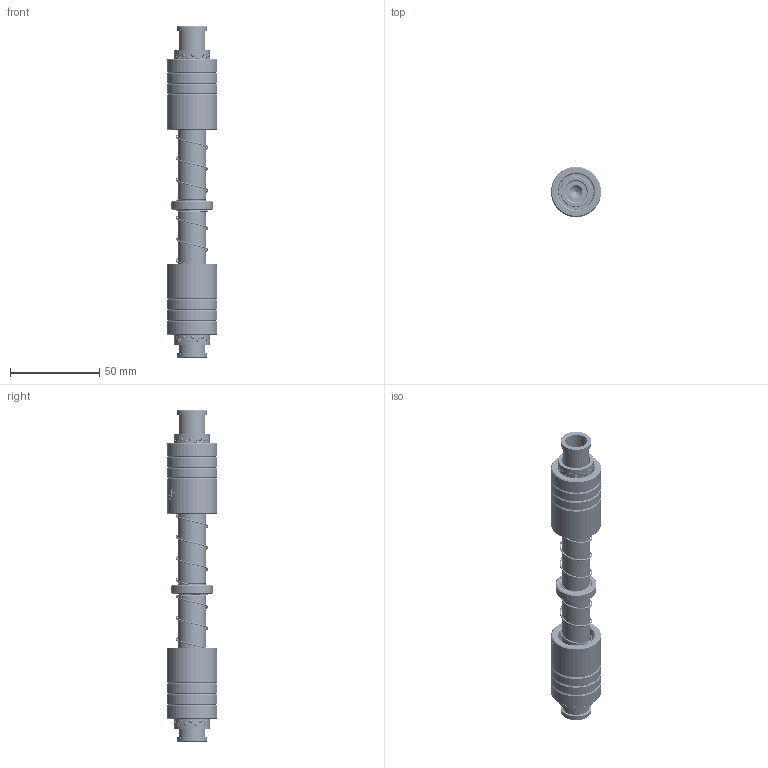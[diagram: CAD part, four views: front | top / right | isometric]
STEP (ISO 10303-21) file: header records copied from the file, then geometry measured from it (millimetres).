
FILE_DESCRIPTION (( 'STEP AP214' ), '1' );
FILE_NAME ('BJGPW BSGPW-D16-LA80-LB70-絳杶BL40.STEP', '2021-09-26T09:09:12', ( 'User' ), ( 'china' ), 'SwSTEP 2.0', 'SolidWorks 2016', '' );
FILE_SCHEMA (( 'AUTOMOTIVE_DESIGN' ));
Length unit declared in the file: millimetre
Products named in the file (10): BSH BJH-D19.7-16.3-L35; BALL-D2; GBBW-D28-d20-L40; GBBW--D28-d20-L40; GPWH-D16-80-70-10; BJGPW BSGPW-D16-LA80-LB70-絳杶BL40; HWP-B-D18.3-d16.5-L70; GGTK-D17.3-d15 -15; HWP-B-D18.3-d16.5-L60
Assembly tree (208 placements, depth 3):
  BJGPW BSGPW-D16-LA80-LB70-絳杶BL40
    GPWH-D16-80-70-10
    GBBW--D28-d20-L40
    GBBW-D28-d20-L40
    BSH BJH-D19.7-16.3-L35  x2
      BSH BJH-D19.7-16.3-L35
      BALL-D2
    GGTK-D17.3-d15 -15  x2
    HWP-B-D18.3-d16.5-L60
    HWP-B-D18.3-d16.5-L70
Bounding box: 27.99 x 27.99 x 186 mm (x, y, z)
Volume: 63830.8 mm3; surface area: 44437.4 mm2
Topology: 405 solids, 405 shells, 1804 faces, 7710 edges, 5104 vertices
Faces by surface type: sphere 1584, cone 80, cylinder 76, plane 38, torus 16, bspline 10
Entity records: 38026 total; most frequent: CARTESIAN_POINT 21492, ORIENTED_EDGE 3296, DIRECTION 2946, EDGE_CURVE 1648, AXIS2_PLACEMENT_3D 1390, VERTEX_POINT 1074, EDGE_LOOP 990, B_SPLINE_CURVE_WITH_KNOTS 878
